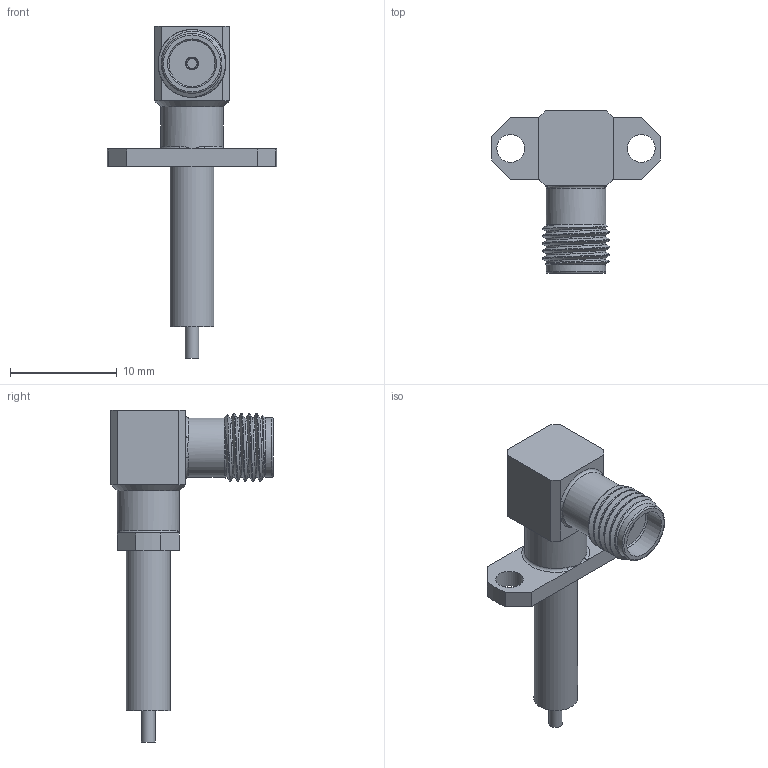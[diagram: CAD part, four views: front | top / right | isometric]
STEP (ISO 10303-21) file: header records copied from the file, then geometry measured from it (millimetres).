
FILE_DESCRIPTION (( 'STEP AP203' ), '1' );
FILE_NAME ('PE44237_3D.step', '2021-05-14T16:38:15', ( '' ), ( '' ), 'SwSTEP 2.0', 'SolidWorks 2020', '' );
FILE_SCHEMA (( 'CONFIG_CONTROL_DESIGN' ));
Length unit declared in the file: inch
Products named in the file (1): PE44237_3D
Bounding box: 15.86 x 15.18 x 31.06 mm (x, y, z)
Volume: 966.3 mm3; surface area: 976.4 mm2
Topology: 1 solids, 1 shells, 66 faces, 164 edges, 101 vertices
Faces by surface type: plane 33, cylinder 13, bspline 9, cone 6, torus 5
Full cylindrical faces by diameter (mm): 0.94 x1, 1.194 x1, 1.27 x1, 2.591 x2, 4.115 x1, 4.572 x1, 5.582 x2, 5.842 x1
Entity records: 3165 total; most frequent: CARTESIAN_POINT 1662, DIRECTION 284, ORIENTED_EDGE 284, EDGE_CURVE 142, AXIS2_PLACEMENT_3D 107, VERTEX_POINT 96, EDGE_LOOP 88, FACE_OUTER_BOUND 77
